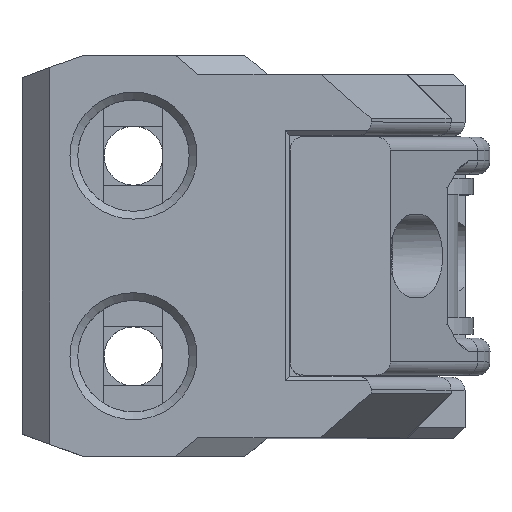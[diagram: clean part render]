
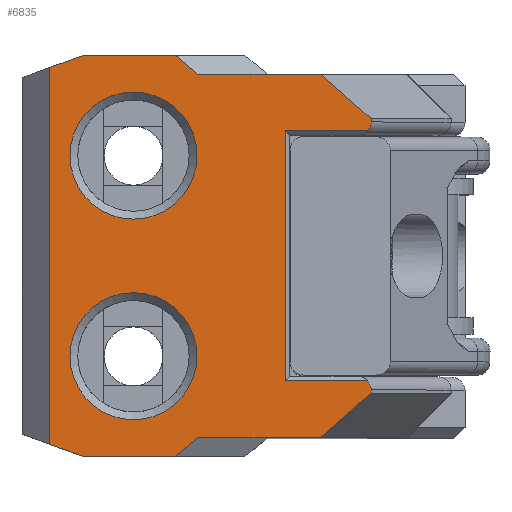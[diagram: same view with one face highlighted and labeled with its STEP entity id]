
A CAD part, top view. The second image highlights one B-rep face of the part: STEP entity #6835.
In plain terms, the highlighted planar face has unit normal (0, 0, 1).
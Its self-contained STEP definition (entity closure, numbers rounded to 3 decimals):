
#88=ELLIPSE('',#7173,1.373,1.2);
#97=ELLIPSE('',#7236,1.373,1.2);
#280=LINE('',#9835,#1044);
#283=LINE('',#9842,#1047);
#318=LINE('',#9920,#1082);
#328=LINE('',#9939,#1092);
#358=LINE('',#10020,#1122);
#406=LINE('',#10123,#1170);
#443=LINE('',#10200,#1207);
#447=LINE('',#10206,#1211);
#465=LINE('',#10260,#1229);
#467=LINE('',#10264,#1231);
#473=LINE('',#10276,#1237);
#474=LINE('',#10279,#1238);
#479=LINE('',#10289,#1243);
#547=LINE('',#10454,#1311);
#582=LINE('',#10547,#1346);
#620=LINE('',#10630,#1384);
#1044=VECTOR('',#7895,10.);
#1047=VECTOR('',#7900,10.);
#1082=VECTOR('',#7963,10.);
#1092=VECTOR('',#7981,10.);
#1122=VECTOR('',#8063,10.);
#1170=VECTOR('',#8125,10.);
#1207=VECTOR('',#8198,10.);
#1211=VECTOR('',#8206,10.);
#1229=VECTOR('',#8276,10.);
#1231=VECTOR('',#8280,10.);
#1237=VECTOR('',#8288,10.);
#1238=VECTOR('',#8291,10.);
#1243=VECTOR('',#8300,10.);
#1311=VECTOR('',#8456,10.);
#1346=VECTOR('',#8549,10.);
#1384=VECTOR('',#8653,10.);
#1792=FACE_BOUND('',#2430,.T.);
#1793=FACE_BOUND('',#2431,.T.);
#2012=FACE_OUTER_BOUND('',#2429,.T.);
#2429=EDGE_LOOP('',(#5362,#5363,#5364,#5365,#5366,#5367,#5368,#5369,#5370,
#5371,#5372,#5373,#5374,#5375,#5376,#5377,#5378,#5379));
#2430=EDGE_LOOP('',(#5380));
#2431=EDGE_LOOP('',(#5381));
#2662=CIRCLE('',#7260,5.7);
#2674=CIRCLE('',#7289,5.7);
#2841=VERTEX_POINT('',#9828);
#2844=VERTEX_POINT('',#9833);
#2847=VERTEX_POINT('',#9841);
#2876=VERTEX_POINT('',#9919);
#2881=VERTEX_POINT('',#9937);
#2893=VERTEX_POINT('',#9972);
#2906=VERTEX_POINT('',#10019);
#2935=VERTEX_POINT('',#10082);
#2954=VERTEX_POINT('',#10121);
#2975=VERTEX_POINT('',#10197);
#2976=VERTEX_POINT('',#10199);
#2985=VERTEX_POINT('',#10255);
#2986=VERTEX_POINT('',#10259);
#2987=VERTEX_POINT('',#10263);
#2989=VERTEX_POINT('',#10269);
#2992=VERTEX_POINT('',#10274);
#2993=VERTEX_POINT('',#10278);
#2996=VERTEX_POINT('',#10288);
#3025=VERTEX_POINT('',#10373);
#3050=VERTEX_POINT('',#10458);
#3501=EDGE_CURVE('',#2844,#2841,#280,.T.);
#3504=EDGE_CURVE('',#2847,#2841,#283,.T.);
#3543=EDGE_CURVE('',#2847,#2876,#318,.T.);
#3553=EDGE_CURVE('',#2881,#2876,#328,.T.);
#3571=EDGE_CURVE('',#2881,#2893,#88,.T.);
#3593=EDGE_CURVE('',#2893,#2906,#358,.T.);
#3645=EDGE_CURVE('',#2954,#2935,#406,.T.);
#3682=EDGE_CURVE('',#2976,#2975,#443,.T.);
#3686=EDGE_CURVE('',#2976,#2954,#447,.T.);
#3712=EDGE_CURVE('',#2985,#2975,#97,.T.);
#3713=EDGE_CURVE('',#2986,#2985,#465,.T.);
#3715=EDGE_CURVE('',#2935,#2987,#467,.T.);
#3721=EDGE_CURVE('',#2992,#2989,#473,.T.);
#3722=EDGE_CURVE('',#2993,#2989,#474,.T.);
#3727=EDGE_CURVE('',#2987,#2996,#479,.T.);
#3769=EDGE_CURVE('',#3025,#3025,#2662,.T.);
#3810=EDGE_CURVE('',#2992,#2996,#547,.T.);
#3812=EDGE_CURVE('',#3050,#3050,#2674,.T.);
#3857=EDGE_CURVE('',#2993,#2844,#582,.T.);
#3898=EDGE_CURVE('',#2906,#2986,#620,.T.);
#5362=ORIENTED_EDGE('',*,*,#3501,.F.);
#5363=ORIENTED_EDGE('',*,*,#3857,.F.);
#5364=ORIENTED_EDGE('',*,*,#3722,.T.);
#5365=ORIENTED_EDGE('',*,*,#3721,.F.);
#5366=ORIENTED_EDGE('',*,*,#3810,.T.);
#5367=ORIENTED_EDGE('',*,*,#3727,.F.);
#5368=ORIENTED_EDGE('',*,*,#3715,.F.);
#5369=ORIENTED_EDGE('',*,*,#3645,.F.);
#5370=ORIENTED_EDGE('',*,*,#3686,.F.);
#5371=ORIENTED_EDGE('',*,*,#3682,.T.);
#5372=ORIENTED_EDGE('',*,*,#3712,.F.);
#5373=ORIENTED_EDGE('',*,*,#3713,.F.);
#5374=ORIENTED_EDGE('',*,*,#3898,.F.);
#5375=ORIENTED_EDGE('',*,*,#3593,.F.);
#5376=ORIENTED_EDGE('',*,*,#3571,.F.);
#5377=ORIENTED_EDGE('',*,*,#3553,.T.);
#5378=ORIENTED_EDGE('',*,*,#3543,.F.);
#5379=ORIENTED_EDGE('',*,*,#3504,.T.);
#5380=ORIENTED_EDGE('',*,*,#3769,.F.);
#5381=ORIENTED_EDGE('',*,*,#3812,.F.);
#6505=PLANE('',#7349);
#6835=ADVANCED_FACE('',(#2012,#1792,#1793),#6505,.T.);
#7173=AXIS2_PLACEMENT_3D('',#9975,#8019,#8020);
#7236=AXIS2_PLACEMENT_3D('',#10257,#8272,#8273);
#7260=AXIS2_PLACEMENT_3D('',#10374,#8373,#8374);
#7289=AXIS2_PLACEMENT_3D('',#10459,#8462,#8463);
#7349=AXIS2_PLACEMENT_3D('',#10631,#8654,#8655);
#7895=DIRECTION('',(0.766,-0.643,0.));
#7900=DIRECTION('',(-1.,0.,0.));
#7963=DIRECTION('',(0.753,-0.658,0.));
#7981=DIRECTION('',(0.,1.,0.));
#8019=DIRECTION('center_axis',(0.,0.,-1.));
#8020=DIRECTION('ref_axis',(1.,0.,0.));
#8063=DIRECTION('',(-1.,0.,0.));
#8125=DIRECTION('',(-1.,0.,0.));
#8198=DIRECTION('',(0.,1.,0.));
#8206=DIRECTION('',(-0.753,-0.658,0.));
#8272=DIRECTION('center_axis',(0.,0.,-1.));
#8273=DIRECTION('ref_axis',(1.,0.,0.));
#8276=DIRECTION('',(1.,0.,0.));
#8280=DIRECTION('',(-0.766,-0.643,0.));
#8288=DIRECTION('',(0.,1.,0.));
#8291=DIRECTION('',(-0.94,-0.342,0.));
#8300=DIRECTION('',(-1.,0.,0.));
#8373=DIRECTION('center_axis',(0.,0.,1.));
#8374=DIRECTION('ref_axis',(-1.,0.,0.));
#8456=DIRECTION('',(0.94,-0.342,0.));
#8462=DIRECTION('center_axis',(0.,0.,1.));
#8463=DIRECTION('ref_axis',(-1.,0.,0.));
#8549=DIRECTION('',(1.,0.,0.));
#8653=DIRECTION('',(0.,-1.,0.));
#8654=DIRECTION('center_axis',(0.,0.,1.));
#8655=DIRECTION('ref_axis',(-1.,0.,0.));
#9828=CARTESIAN_POINT('',(-4.218,16.318,49.4));
#9833=CARTESIAN_POINT('',(-6.223,18.,49.4));
#9835=CARTESIAN_POINT('',(7.758,6.269,49.4));
#9841=CARTESIAN_POINT('',(6.752,16.318,49.4));
#9842=CARTESIAN_POINT('',(-1.4,16.318,49.4));
#9919=CARTESIAN_POINT('',(11.328,12.318,49.4));
#9920=CARTESIAN_POINT('',(11.062,12.55,49.4));
#9937=CARTESIAN_POINT('',(11.328,12.018,49.4));
#9939=CARTESIAN_POINT('',(11.328,-0.75,49.4));
#9972=CARTESIAN_POINT('',(10.978,11.218,49.4));
#9975=CARTESIAN_POINT('Origin',(9.955,12.018,49.4));
#10019=CARTESIAN_POINT('',(3.6,11.218,49.4));
#10020=CARTESIAN_POINT('',(6.588,11.218,49.4));
#10082=CARTESIAN_POINT('',(-4.218,-16.318,49.4));
#10121=CARTESIAN_POINT('',(6.752,-16.318,49.4));
#10123=CARTESIAN_POINT('',(-1.4,-16.318,49.4));
#10197=CARTESIAN_POINT('',(11.328,-12.018,49.4));
#10199=CARTESIAN_POINT('',(11.328,-12.318,49.4));
#10200=CARTESIAN_POINT('',(11.328,-4.75,49.4));
#10206=CARTESIAN_POINT('',(15.431,-8.731,49.4));
#10255=CARTESIAN_POINT('',(10.978,-11.218,49.4));
#10257=CARTESIAN_POINT('Origin',(9.955,-12.018,49.4));
#10259=CARTESIAN_POINT('',(3.6,-11.218,49.4));
#10260=CARTESIAN_POINT('',(6.588,-11.218,49.4));
#10263=CARTESIAN_POINT('',(-6.223,-18.,49.4));
#10264=CARTESIAN_POINT('',(12.099,-2.626,49.4));
#10269=CARTESIAN_POINT('',(-17.5,16.908,49.4));
#10274=CARTESIAN_POINT('',(-17.5,-16.908,49.4));
#10276=CARTESIAN_POINT('',(-17.5,4.409,49.4));
#10278=CARTESIAN_POINT('',(-14.5,18.,49.4));
#10279=CARTESIAN_POINT('',(-7.808,20.436,49.4));
#10288=CARTESIAN_POINT('',(-14.5,-18.,49.4));
#10289=CARTESIAN_POINT('',(-20.,-18.,49.4));
#10373=CARTESIAN_POINT('',(-4.3,-9.,49.4));
#10374=CARTESIAN_POINT('Origin',(-10.,-9.,49.4));
#10454=CARTESIAN_POINT('',(-10.642,-19.404,49.4));
#10458=CARTESIAN_POINT('',(-4.3,9.,49.4));
#10459=CARTESIAN_POINT('Origin',(-10.,9.,49.4));
#10547=CARTESIAN_POINT('',(-20.,18.,49.4));
#10630=CARTESIAN_POINT('',(3.6,8.818,49.4));
#10631=CARTESIAN_POINT('Origin',(4.,8.818,49.4));
